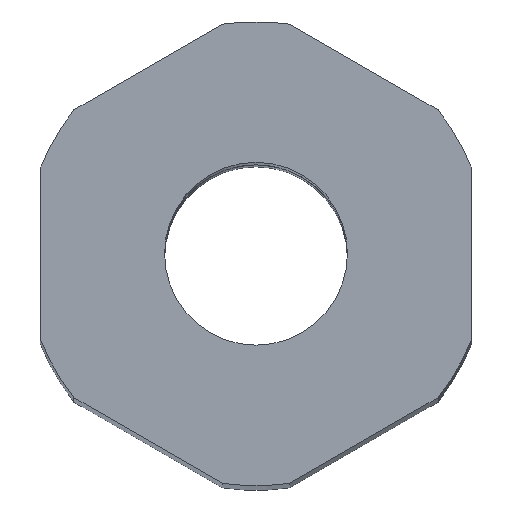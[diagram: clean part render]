
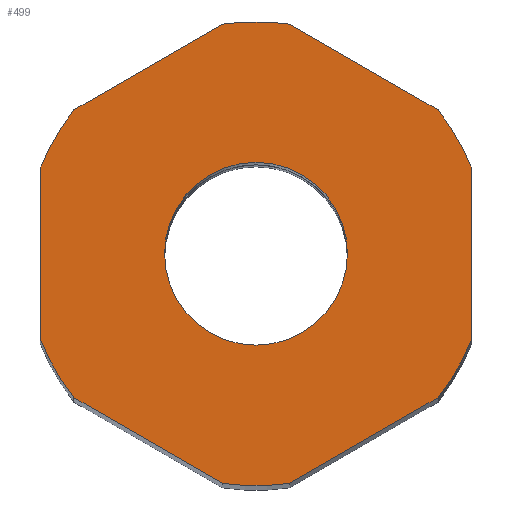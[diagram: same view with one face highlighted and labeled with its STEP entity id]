
A CAD part, top view. The second image highlights one B-rep face of the part: STEP entity #499.
In plain terms, the highlighted planar face has unit normal (0, 0, 1).
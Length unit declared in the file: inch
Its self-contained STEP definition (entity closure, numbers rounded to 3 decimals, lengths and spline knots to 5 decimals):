
#10 = CARTESIAN_POINT ( 'NONE',  ( 0., 0., 1.125 ) ) ;
#14 = CARTESIAN_POINT ( 'NONE',  ( -0.0292, 0.19965, 1.125 ) ) ;
#15 = VERTEX_POINT ( 'NONE', #764 ) ;
#17 = EDGE_CURVE ( 'NONE', #310, #609, #239, .T. ) ;
#19 = EDGE_CURVE ( 'NONE', #209, #760, #175, .T. ) ;
#21 = VERTEX_POINT ( 'NONE', #345 ) ;
#23 = EDGE_CURVE ( 'NONE', #332, #198, #539, .T. ) ;
#31 = CARTESIAN_POINT ( 'NONE',  ( 0.09375, 0.16238, 1.125 ) ) ;
#36 = AXIS2_PLACEMENT_3D ( 'NONE', #232, #673, #305 ) ;
#49 = DIRECTION ( 'NONE',  ( 1., 0., 0. ) ) ;
#54 = DIRECTION ( 'NONE',  ( -0.866, -0.5, 0. ) ) ;
#57 = CARTESIAN_POINT ( 'NONE',  ( 0.0292, -0.19965, 1.125 ) ) ;
#68 = DIRECTION ( 'NONE',  ( 1., 0., 0. ) ) ;
#73 = DIRECTION ( 'NONE',  ( 1., 0., 0. ) ) ;
#79 = ORIENTED_EDGE ( 'NONE', *, *, #17, .T. ) ;
#81 = CIRCLE ( 'NONE', #710, 0.20177 ) ;
#82 = DIRECTION ( 'NONE',  ( 0., 0., 1. ) ) ;
#92 = CARTESIAN_POINT ( 'NONE',  ( -0.1875, 0.07454, 1.125 ) ) ;
#97 = ORIENTED_EDGE ( 'NONE', *, *, #23, .F. ) ;
#99 = AXIS2_PLACEMENT_3D ( 'NONE', #759, #507, #367 ) ;
#105 = DIRECTION ( 'NONE',  ( 1., 0., 0. ) ) ;
#130 = EDGE_CURVE ( 'NONE', #337, #21, #354, .T. ) ;
#145 = ORIENTED_EDGE ( 'NONE', *, *, #130, .T. ) ;
#154 = ORIENTED_EDGE ( 'NONE', *, *, #400, .T. ) ;
#155 = DIRECTION ( 'NONE',  ( 0., 0., 1. ) ) ;
#175 = LINE ( 'NONE', #485, #657 ) ;
#183 = ORIENTED_EDGE ( 'NONE', *, *, #191, .T. ) ;
#187 = VECTOR ( 'NONE', #740, 39.37008 ) ;
#191 = EDGE_CURVE ( 'NONE', #21, #314, #502, .T. ) ;
#192 = DIRECTION ( 'NONE',  ( 0., 0., 1. ) ) ;
#198 = VERTEX_POINT ( 'NONE', #688 ) ;
#199 = VECTOR ( 'NONE', #224, 39.37008 ) ;
#204 = ORIENTED_EDGE ( 'NONE', *, *, #292, .F. ) ;
#206 = CARTESIAN_POINT ( 'NONE',  ( 0., 0., 1.125 ) ) ;
#209 = VERTEX_POINT ( 'NONE', #14 ) ;
#213 = ORIENTED_EDGE ( 'NONE', *, *, #556, .T. ) ;
#220 = CARTESIAN_POINT ( 'NONE',  ( 0., 0., 1.125 ) ) ;
#224 = DIRECTION ( 'NONE',  ( 0., 1., 0. ) ) ;
#230 = CARTESIAN_POINT ( 'NONE',  ( 0.09375, -0.16238, 1.125 ) ) ;
#232 = CARTESIAN_POINT ( 'NONE',  ( 0., 0., 1.125 ) ) ;
#239 = CIRCLE ( 'NONE', #325, 0.20177 ) ;
#248 = DIRECTION ( 'NONE',  ( 1., 0., 0. ) ) ;
#249 = AXIS2_PLACEMENT_3D ( 'NONE', #596, #613, #49 ) ;
#270 = EDGE_CURVE ( 'NONE', #602, #15, #677, .T. ) ;
#271 = ORIENTED_EDGE ( 'NONE', *, *, #409, .T. ) ;
#272 = VECTOR ( 'NONE', #703, 39.37008 ) ;
#278 = CARTESIAN_POINT ( 'NONE',  ( 0., 0., 1.125 ) ) ;
#292 = EDGE_CURVE ( 'NONE', #198, #332, #343, .T. ) ;
#302 = FACE_OUTER_BOUND ( 'NONE', #733, .T. ) ;
#303 = DIRECTION ( 'NONE',  ( 0., 0., 1. ) ) ;
#305 = DIRECTION ( 'NONE',  ( 1., 0., 0. ) ) ;
#307 = EDGE_LOOP ( 'NONE', ( #97, #204 ) ) ;
#310 = VERTEX_POINT ( 'NONE', #324 ) ;
#314 = VERTEX_POINT ( 'NONE', #433 ) ;
#320 = CIRCLE ( 'NONE', #734, 0.20177 ) ;
#324 = CARTESIAN_POINT ( 'NONE',  ( 0.1583, -0.12511, 1.125 ) ) ;
#325 = AXIS2_PLACEMENT_3D ( 'NONE', #220, #482, #546 ) ;
#332 = VERTEX_POINT ( 'NONE', #341 ) ;
#337 = VERTEX_POINT ( 'NONE', #92 ) ;
#339 = VERTEX_POINT ( 'NONE', #390 ) ;
#341 = CARTESIAN_POINT ( 'NONE',  ( 0.0795, 0., 1.125 ) ) ;
#343 = CIRCLE ( 'NONE', #762, 0.0795 ) ;
#345 = CARTESIAN_POINT ( 'NONE',  ( -0.1875, -0.07454, 1.125 ) ) ;
#354 = LINE ( 'NONE', #606, #187 ) ;
#367 = DIRECTION ( 'NONE',  ( 1., 0., 0. ) ) ;
#372 = LINE ( 'NONE', #561, #619 ) ;
#375 = EDGE_CURVE ( 'NONE', #427, #602, #449, .T. ) ;
#386 = VECTOR ( 'NONE', #761, 39.37008 ) ;
#390 = CARTESIAN_POINT ( 'NONE',  ( -0.0292, -0.19965, 1.125 ) ) ;
#392 = ORIENTED_EDGE ( 'NONE', *, *, #632, .T. ) ;
#396 = CARTESIAN_POINT ( 'NONE',  ( 0.1875, 0.07454, 1.125 ) ) ;
#400 = EDGE_CURVE ( 'NONE', #517, #310, #642, .T. ) ;
#408 = AXIS2_PLACEMENT_3D ( 'NONE', #278, #526, #646 ) ;
#409 = EDGE_CURVE ( 'NONE', #339, #517, #81, .T. ) ;
#424 = EDGE_CURVE ( 'NONE', #609, #427, #522, .T. ) ;
#425 = FACE_BOUND ( 'NONE', #307, .T. ) ;
#427 = VERTEX_POINT ( 'NONE', #396 ) ;
#433 = CARTESIAN_POINT ( 'NONE',  ( -0.1583, -0.12511, 1.125 ) ) ;
#437 = AXIS2_PLACEMENT_3D ( 'NONE', #10, #303, #248 ) ;
#449 = CIRCLE ( 'NONE', #408, 0.20177 ) ;
#462 = ORIENTED_EDGE ( 'NONE', *, *, #424, .T. ) ;
#474 = PLANE ( 'NONE',  #36 ) ;
#482 = DIRECTION ( 'NONE',  ( 0., 0., 1. ) ) ;
#485 = CARTESIAN_POINT ( 'NONE',  ( -0.09375, 0.16238, 1.125 ) ) ;
#487 = ORIENTED_EDGE ( 'NONE', *, *, #771, .T. ) ;
#498 = CARTESIAN_POINT ( 'NONE',  ( 0., 0., 1.125 ) ) ;
#499 = ADVANCED_FACE ( 'NONE', ( #425, #302 ), #474, .T. ) ;
#502 = CIRCLE ( 'NONE', #99, 0.20177 ) ;
#507 = DIRECTION ( 'NONE',  ( 0., 0., 1. ) ) ;
#517 = VERTEX_POINT ( 'NONE', #57 ) ;
#522 = LINE ( 'NONE', #770, #199 ) ;
#524 = ORIENTED_EDGE ( 'NONE', *, *, #270, .T. ) ;
#526 = DIRECTION ( 'NONE',  ( 0., 0., 1. ) ) ;
#539 = CIRCLE ( 'NONE', #437, 0.0795 ) ;
#546 = DIRECTION ( 'NONE',  ( 1., 0., 0. ) ) ;
#556 = EDGE_CURVE ( 'NONE', #760, #337, #634, .T. ) ;
#558 = CARTESIAN_POINT ( 'NONE',  ( -0.1583, 0.12511, 1.125 ) ) ;
#561 = CARTESIAN_POINT ( 'NONE',  ( -0.09375, -0.16238, 1.125 ) ) ;
#578 = CARTESIAN_POINT ( 'NONE',  ( 0., 0., 1.125 ) ) ;
#596 = CARTESIAN_POINT ( 'NONE',  ( 0., 0., 1.125 ) ) ;
#602 = VERTEX_POINT ( 'NONE', #784 ) ;
#606 = CARTESIAN_POINT ( 'NONE',  ( -0.1875, 0., 1.125 ) ) ;
#609 = VERTEX_POINT ( 'NONE', #659 ) ;
#613 = DIRECTION ( 'NONE',  ( 0., 0., 1. ) ) ;
#615 = ORIENTED_EDGE ( 'NONE', *, *, #19, .T. ) ;
#619 = VECTOR ( 'NONE', #701, 39.37008 ) ;
#632 = EDGE_CURVE ( 'NONE', #15, #209, #320, .T. ) ;
#634 = CIRCLE ( 'NONE', #249, 0.20177 ) ;
#642 = LINE ( 'NONE', #230, #272 ) ;
#646 = DIRECTION ( 'NONE',  ( 1., 0., 0. ) ) ;
#657 = VECTOR ( 'NONE', #54, 39.37008 ) ;
#659 = CARTESIAN_POINT ( 'NONE',  ( 0.1875, -0.07454, 1.125 ) ) ;
#673 = DIRECTION ( 'NONE',  ( 0., 0., 1. ) ) ;
#677 = LINE ( 'NONE', #31, #386 ) ;
#688 = CARTESIAN_POINT ( 'NONE',  ( -0.0795, 0., 1.125 ) ) ;
#701 = DIRECTION ( 'NONE',  ( 0.866, -0.5, 0. ) ) ;
#703 = DIRECTION ( 'NONE',  ( 0.866, 0.5, 0. ) ) ;
#710 = AXIS2_PLACEMENT_3D ( 'NONE', #578, #155, #105 ) ;
#718 = ORIENTED_EDGE ( 'NONE', *, *, #375, .T. ) ;
#733 = EDGE_LOOP ( 'NONE', ( #462, #718, #524, #392, #615, #213, #145, #183, #487, #271, #154, #79 ) ) ;
#734 = AXIS2_PLACEMENT_3D ( 'NONE', #498, #192, #73 ) ;
#740 = DIRECTION ( 'NONE',  ( 0., -1., 0. ) ) ;
#759 = CARTESIAN_POINT ( 'NONE',  ( 0., 0., 1.125 ) ) ;
#760 = VERTEX_POINT ( 'NONE', #558 ) ;
#761 = DIRECTION ( 'NONE',  ( -0.866, 0.5, 0. ) ) ;
#762 = AXIS2_PLACEMENT_3D ( 'NONE', #206, #82, #68 ) ;
#764 = CARTESIAN_POINT ( 'NONE',  ( 0.0292, 0.19965, 1.125 ) ) ;
#770 = CARTESIAN_POINT ( 'NONE',  ( 0.1875, 0., 1.125 ) ) ;
#771 = EDGE_CURVE ( 'NONE', #314, #339, #372, .T. ) ;
#784 = CARTESIAN_POINT ( 'NONE',  ( 0.1583, 0.12511, 1.125 ) ) ;
